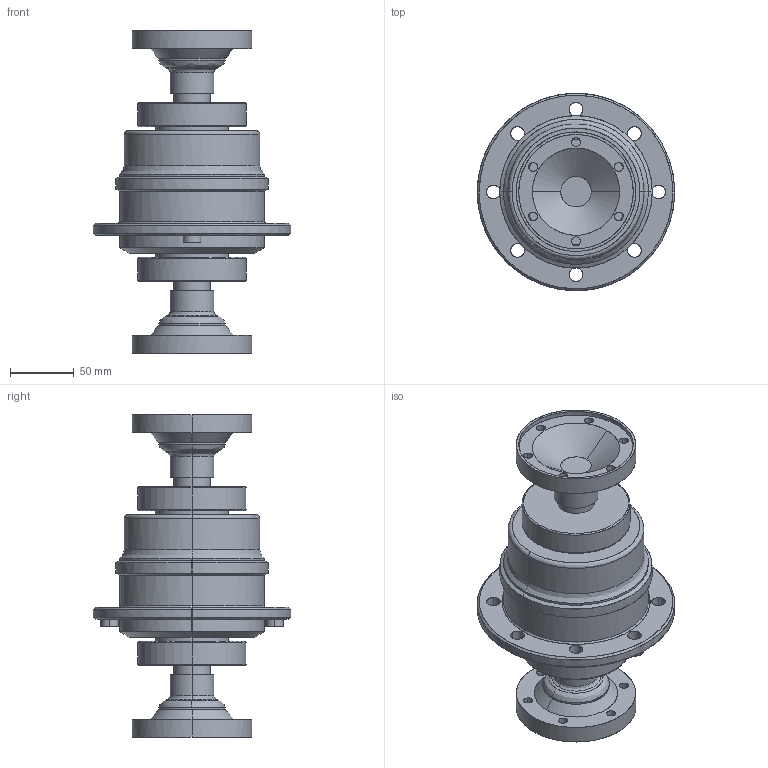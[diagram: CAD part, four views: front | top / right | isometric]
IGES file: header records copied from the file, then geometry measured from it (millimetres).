
Start section: SolidWorks IGES file using NURBS representation for surfaces
Global section: file name: wrd-cdd-3000_package.IGS; native system: SolidWorks 2008; preprocessor: SolidWorks 2008; author: Billy Wight; date: 080401.124501; units: inch
Bounding box: 155.4 x 155.4 x 253.42 mm (x, y, z)
Surface area: 143047.2 mm2 (no closed solid volume)
Topology: 0 solids, 0 shells, 148 faces, 4302 edges, 4636 vertices
Faces by surface type: bspline 148
